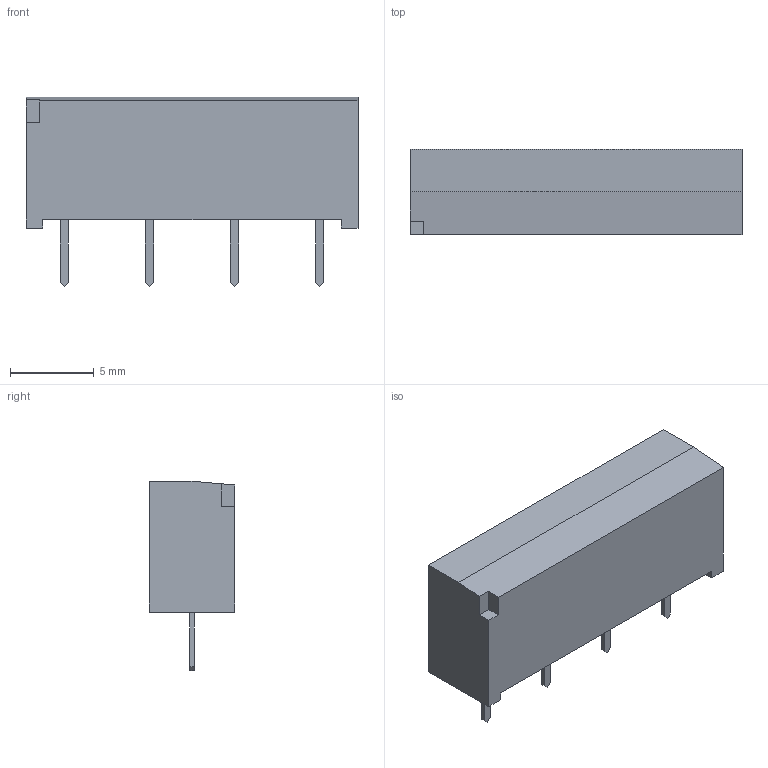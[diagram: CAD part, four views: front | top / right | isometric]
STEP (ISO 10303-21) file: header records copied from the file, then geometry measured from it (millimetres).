
FILE_DESCRIPTION(('FreeCAD Model'),'2;1');
FILE_NAME('Meder-SIL05-1A72-71D.step', '2021-02-24T22:49:20',('Author'),(''), 'Open CASCADE STEP processor 7.5','FreeCAD','Unknown');
FILE_SCHEMA(('AUTOMOTIVE_DESIGN { 1 0 10303 214 1 1 1 1 }'));
Length unit declared in the file: millimetre
Products named in the file (6): Body; Body001; Body002; Body003; Part; Body004
Assembly tree (1 placements, depth 2):
  Body
  Body001
  Body002
  Body003
  Part
    Body004
Bounding box: 19.8 x 5.08 x 11.3 mm (x, y, z)
Volume: 734.9 mm3; surface area: 596.1 mm2
Topology: 5 solids, 5 shells, 42 faces, 96 edges, 64 vertices
Faces by surface type: plane 42
Entity records: 2520 total; most frequent: CARTESIAN_POINT 396, DIRECTION 376, LINE 288, VECTOR 288, ORIENTED_EDGE 192, PCURVE 192, DEFINITIONAL_REPRESENTATION 192, EDGE_CURVE 96
